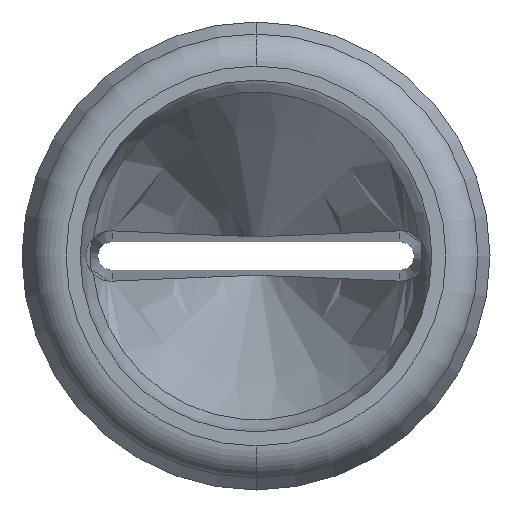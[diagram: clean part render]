
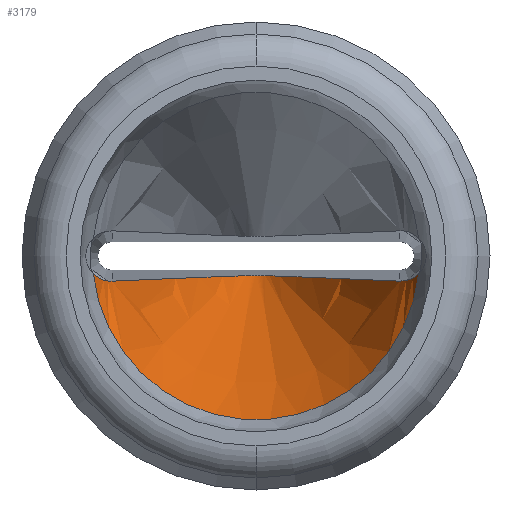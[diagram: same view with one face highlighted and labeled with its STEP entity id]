
A CAD part, front view. The second image highlights one B-rep face of the part: STEP entity #3179.
In plain terms, the highlighted conical face has half-angle 22 degrees and reference radius 5.729 mm.
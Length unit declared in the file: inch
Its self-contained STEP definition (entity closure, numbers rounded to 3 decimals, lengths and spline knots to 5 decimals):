
#1874 = B_SPLINE_CURVE_WITH_KNOTS ( 'NONE', 3,
 ( #1919, #1918, #1917, #1916, #1915, #1914 ),
 .UNSPECIFIED., .F., .F.,
 ( 4, 2, 4 ),
 ( 0., 0.00084, 0.00168 ),
 .UNSPECIFIED. ) ;
#1914 = CARTESIAN_POINT ( 'NONE',  ( -0.19831, 0.15108, -0.03464 ) ) ;
#1915 = CARTESIAN_POINT ( 'NONE',  ( -0.20251, 0.14078, -0.03481 ) ) ;
#1916 = CARTESIAN_POINT ( 'NONE',  ( -0.20683, 0.13049, -0.03425 ) ) ;
#1917 = CARTESIAN_POINT ( 'NONE',  ( -0.21552, 0.11038, -0.03122 ) ) ;
#1918 = CARTESIAN_POINT ( 'NONE',  ( -0.2199, 0.10054, -0.02885 ) ) ;
#1919 = CARTESIAN_POINT ( 'NONE',  ( -0.2242, 0.09112, -0.02456 ) ) ;
#3173 = ORIENTED_EDGE ( 'NONE', *, *, #3255, .F. ) ;
#3174 = VERTEX_POINT ( 'NONE', #3529 ) ;
#3176 = VERTEX_POINT ( 'NONE', #3528 ) ;
#3178 = ORIENTED_EDGE ( 'NONE', *, *, #3184, .F. ) ;
#3179 = ADVANCED_FACE ( 'NONE', ( #3527 ), #3525, .F. ) ;
#3180 = VERTEX_POINT ( 'NONE', #3521 ) ;
#3184 = EDGE_CURVE ( 'NONE', #3185, #3180, #3546, .T. ) ;
#3185 = VERTEX_POINT ( 'NONE', #3541 ) ;
#3251 = EDGE_CURVE ( 'NONE', #3174, #3176, #3771, .T. ) ;
#3255 = EDGE_CURVE ( 'NONE', #3174, #3185, #3764, .T. ) ;
#3521 = CARTESIAN_POINT ( 'NONE',  ( -0.2242, 0.09112, -0.02456 ) ) ;
#3522 = DIRECTION ( 'NONE',  ( 1., 0., 0. ) ) ;
#3523 = DIRECTION ( 'NONE',  ( 0., -1., 0. ) ) ;
#3524 = AXIS2_PLACEMENT_3D ( 'NONE', #3526, #3523, #3522 ) ;
#3525 = CONICAL_SURFACE ( 'NONE', #3524, 0.22554, 0.384 ) ;
#3526 = CARTESIAN_POINT ( 'NONE',  ( 0., 0.09112, 0. ) ) ;
#3527 = FACE_OUTER_BOUND ( 'NONE', #6402, .T. ) ;
#3528 = CARTESIAN_POINT ( 'NONE',  ( -0.19831, 0.15108, -0.03464 ) ) ;
#3529 = CARTESIAN_POINT ( 'NONE',  ( 0.19831, 0.15108, -0.03464 ) ) ;
#3541 = CARTESIAN_POINT ( 'NONE',  ( 0.2242, 0.09112, -0.02456 ) ) ;
#3542 = DIRECTION ( 'NONE',  ( -1., 0., 0. ) ) ;
#3543 = DIRECTION ( 'NONE',  ( 0., 1., 0. ) ) ;
#3544 = CARTESIAN_POINT ( 'NONE',  ( 0., 0.09112, 0. ) ) ;
#3545 = AXIS2_PLACEMENT_3D ( 'NONE', #3544, #3543, #3542 ) ;
#3546 = CIRCLE ( 'NONE', #3545, 0.22554 ) ;
#3738 = CARTESIAN_POINT ( 'NONE',  ( -0.16836, 0.22465, -0.03335 ) ) ;
#3739 = CARTESIAN_POINT ( 'NONE',  ( -0.13838, 0.29822, -0.03207 ) ) ;
#3740 = CARTESIAN_POINT ( 'NONE',  ( -0.09269, 0.40826, -0.03015 ) ) ;
#3741 = CARTESIAN_POINT ( 'NONE',  ( -0.07739, 0.44492, -0.02951 ) ) ;
#3742 = CARTESIAN_POINT ( 'NONE',  ( -0.05348, 0.49949, -0.02855 ) ) ;
#3743 = CARTESIAN_POINT ( 'NONE',  ( -0.04539, 0.51765, -0.02824 ) ) ;
#3744 = CARTESIAN_POINT ( 'NONE',  ( -0.03218, 0.54432, -0.02777 ) ) ;
#3745 = CARTESIAN_POINT ( 'NONE',  ( -0.02764, 0.55314, -0.02762 ) ) ;
#3746 = CARTESIAN_POINT ( 'NONE',  ( -0.01979, 0.56584, -0.0274 ) ) ;
#3747 = CARTESIAN_POINT ( 'NONE',  ( -0.017, 0.57002, -0.02732 ) ) ;
#3748 = CARTESIAN_POINT ( 'NONE',  ( -0.01214, 0.57566, -0.02722 ) ) ;
#3749 = CARTESIAN_POINT ( 'NONE',  ( -0.01039, 0.57745, -0.02719 ) ) ;
#3750 = CARTESIAN_POINT ( 'NONE',  ( -0.00638, 0.5805, -0.02714 ) ) ;
#3751 = CARTESIAN_POINT ( 'NONE',  ( -0.0041, 0.58174, -0.02712 ) ) ;
#3752 = CARTESIAN_POINT ( 'NONE',  ( 0.00086, 0.58251, -0.0271 ) ) ;
#3753 = CARTESIAN_POINT ( 'NONE',  ( 0.00344, 0.58191, -0.02711 ) ) ;
#3754 = CARTESIAN_POINT ( 'NONE',  ( 0.00788, 0.57957, -0.02716 ) ) ;
#3755 = CARTESIAN_POINT ( 'NONE',  ( 0.00982, 0.57791, -0.02718 ) ) ;
#3756 = CARTESIAN_POINT ( 'NONE',  ( 0.01509, 0.5726, -0.02728 ) ) ;
#3757 = CARTESIAN_POINT ( 'NONE',  ( 0.018, 0.56848, -0.02735 ) ) ;
#3758 = CARTESIAN_POINT ( 'NONE',  ( 0.02614, 0.5559, -0.02757 ) ) ;
#3759 = CARTESIAN_POINT ( 'NONE',  ( 0.03079, 0.54701, -0.02772 ) ) ;
#3760 = CARTESIAN_POINT ( 'NONE',  ( 0.04424, 0.52017, -0.02819 ) ) ;
#3761 = CARTESIAN_POINT ( 'NONE',  ( 0.20678, 0.1306, -0.03426 ) ) ;
#3762 = CARTESIAN_POINT ( 'NONE',  ( 0.20251, 0.14078, -0.03481 ) ) ;
#3763 = CARTESIAN_POINT ( 'NONE',  ( 0.19831, 0.15108, -0.03464 ) ) ;
#3764 = B_SPLINE_CURVE_WITH_KNOTS ( 'NONE', 3,
 ( #3763, #3762, #3761, #3804, #3803, #3802, #3801, #3800 ),
 .UNSPECIFIED., .F., .F.,
 ( 4, 2, 2, 4 ),
 ( 0., 0.00084, 0.00126, 0.00168 ),
 .UNSPECIFIED. ) ;
#3765 = CARTESIAN_POINT ( 'NONE',  ( 0.0524, 0.50191, -0.02851 ) ) ;
#3766 = CARTESIAN_POINT ( 'NONE',  ( 0.07653, 0.44698, -0.02947 ) ) ;
#3767 = CARTESIAN_POINT ( 'NONE',  ( 0.09194, 0.41007, -0.03011 ) ) ;
#3768 = CARTESIAN_POINT ( 'NONE',  ( 0.13796, 0.29925, -0.03205 ) ) ;
#3769 = CARTESIAN_POINT ( 'NONE',  ( 0.16815, 0.22517, -0.03334 ) ) ;
#3770 = CARTESIAN_POINT ( 'NONE',  ( 0.19831, 0.15108, -0.03464 ) ) ;
#3771 = B_SPLINE_CURVE_WITH_KNOTS ( 'NONE', 3,
 ( #3770, #3769, #3768, #3767, #3766, #3765, #3760, #3759, #3758, #3757, #3756, #3755, #3754, #3753, #3752, #3751, #3750, #3749, #3748, #3747, #3746, #3745, #3744, #3743, #3742, #3741, #3740, #3739, #3738, #3805 ),
 .UNSPECIFIED., .F., .F.,
 ( 4, 2, 2, 2, 2, 2, 2, 2, 2, 2, 2, 2, 2, 2, 4 ),
 ( 0., 0.0061, 0.00915, 0.01067, 0.01143, 0.01181, 0.012, 0.01219, 0.01238, 0.01257, 0.01296, 0.01372, 0.01524, 0.01829, 0.02439 ),
 .UNSPECIFIED. ) ;
#3800 = CARTESIAN_POINT ( 'NONE',  ( 0.2242, 0.09112, -0.02456 ) ) ;
#3801 = CARTESIAN_POINT ( 'NONE',  ( 0.22205, 0.09582, -0.0267 ) ) ;
#3802 = CARTESIAN_POINT ( 'NONE',  ( 0.21985, 0.10071, -0.02835 ) ) ;
#3803 = CARTESIAN_POINT ( 'NONE',  ( 0.21546, 0.11058, -0.03101 ) ) ;
#3804 = CARTESIAN_POINT ( 'NONE',  ( 0.21328, 0.11556, -0.032 ) ) ;
#3805 = CARTESIAN_POINT ( 'NONE',  ( -0.19831, 0.15108, -0.03464 ) ) ;
#6399 = ORIENTED_EDGE ( 'NONE', *, *, #3251, .T. ) ;
#6402 = EDGE_LOOP ( 'NONE', ( #6403, #3178, #3173, #6399 ) ) ;
#6403 = ORIENTED_EDGE ( 'NONE', *, *, #6404, .F. ) ;
#6404 = EDGE_CURVE ( 'NONE', #3180, #3176, #1874, .T. ) ;
